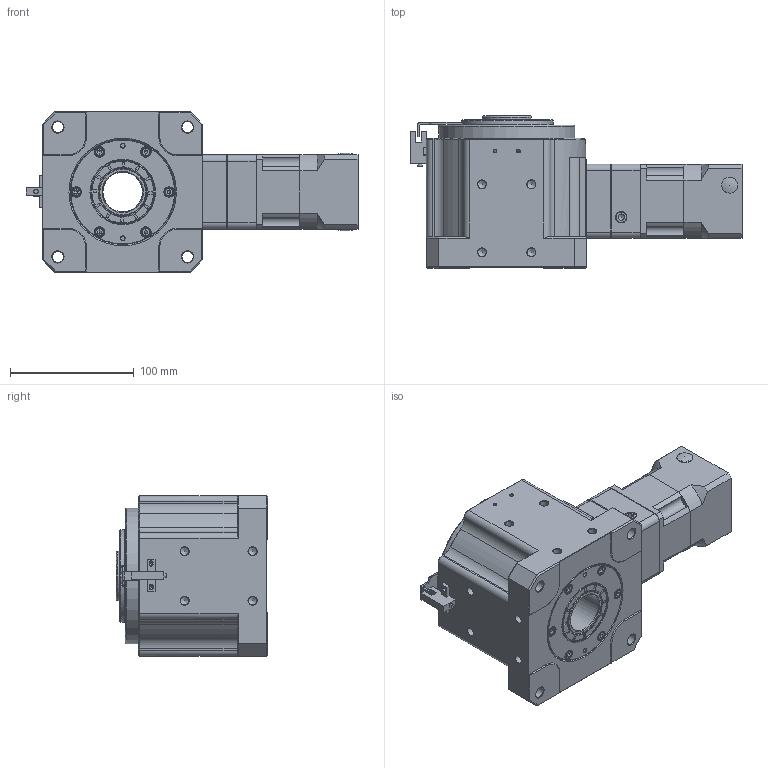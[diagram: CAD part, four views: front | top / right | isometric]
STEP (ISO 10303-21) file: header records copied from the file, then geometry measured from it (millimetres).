
FILE_DESCRIPTION (( 'STEP AP203' ), '1' );
FILE_NAME ('GSA130M-15K-SV2.step', '2021-06-01T02:00:58', ( 'Microsoft' ), ( 'Microsoft' ), 'SwSTEP 2.0', 'SolidWorks 2019', '' );
FILE_SCHEMA (( 'CONFIG_CONTROL_DESIGN' ));
Length unit declared in the file: millimetre
Products named in the file (1): GSA130M-15K-SV2
Bounding box: 268.8 x 123 x 130 mm (x, y, z)
Volume: 1521911.1 mm3; surface area: 341111.4 mm2
Topology: 41 solids, 42 shells, 1883 faces, 4635 edges, 2941 vertices
Faces by surface type: plane 739, cone 533, cylinder 488, torus 72, bspline 49, sphere 2
Full cylindrical faces by diameter (mm): 1.5 x1, 2.5 x8, 3 x2, 3.3 x20, 3.5 x3, 4 x103, 4.2 x21, 4.5 x10, 5 x29, 5.3 x1, 5.5 x6, 6 x2, 6.5 x4, 6.8 x12, 7 x10, 7.5 x4, 8 x8, 8.5 x8, 9 x8, 9.8 x2, 10 x8, 13 x2, 14 x4, 14.5 x1, 15 x1, 16.68 x1, 19.4 x2, 19.45 x1, 20 x4, 25 x1
Entity records: 50044 total; most frequent: CARTESIAN_POINT 11756, DIRECTION 8207, ORIENTED_EDGE 6504, AXIS2_PLACEMENT_3D 3384, EDGE_CURVE 3252, EDGE_LOOP 2980, VERTEX_POINT 2432, FACE_OUTER_BOUND 2294
